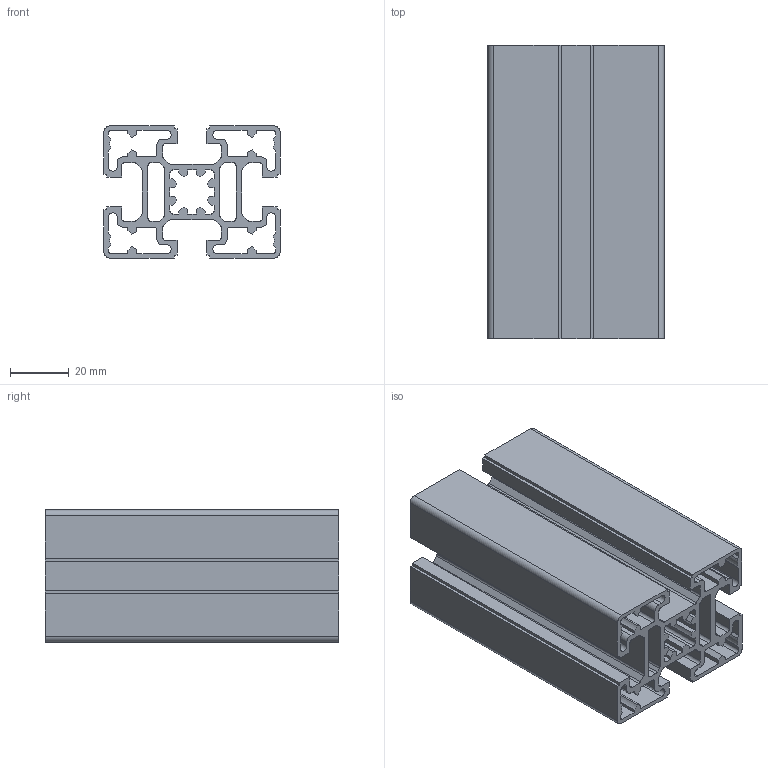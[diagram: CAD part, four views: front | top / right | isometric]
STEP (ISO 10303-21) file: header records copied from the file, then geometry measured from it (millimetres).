
FILE_DESCRIPTION(/* description */ (''),/* implementation_level */ '2;1');
FILE_NAME(/* name */ 'AST04506004.step',/* time_stamp */ '2024-04-29T16:11:44+01:00',/* author */ ('project'),/* organization */ (''),/* preprocessor_version */ 'ST-DEVELOPER v19',/* originating_system */ 'Autodesk Inventor 2023',/* authorisation */ '');
FILE_SCHEMA (('AUTOMOTIVE_DESIGN { 1 0 10303 214 3 1 1 }'));
Length unit declared in the file: metre
Products named in the file (1): AST04506004
Bounding box: 60 x 100 x 45 mm (x, y, z)
Volume: 86009.3 mm3; surface area: 86492 mm2
Topology: 1 solids, 1 shells, 266 faces, 792 edges, 528 vertices
Faces by surface type: plane 178, cylinder 88
Entity records: 8992 total; most frequent: CARTESIAN_POINT 1587, ORIENTED_EDGE 1584, DIRECTION 1502, EDGE_CURVE 792, LINE 616, VECTOR 616, VERTEX_POINT 528, AXIS2_PLACEMENT_3D 443
